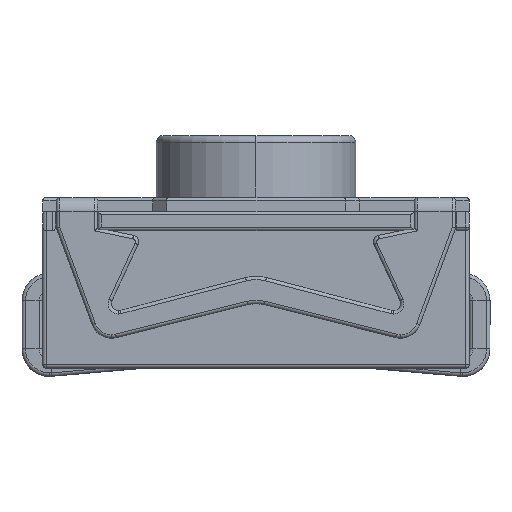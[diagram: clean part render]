
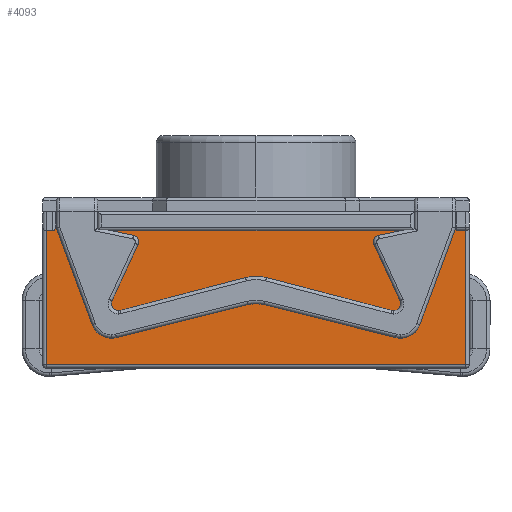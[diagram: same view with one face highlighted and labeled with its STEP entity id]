
A CAD part, front view. The second image highlights one B-rep face of the part: STEP entity #4093.
In plain terms, the highlighted planar face has unit normal (0, -1, 0).
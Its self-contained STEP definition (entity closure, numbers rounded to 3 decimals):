
#9 = EDGE_CURVE ( 'NONE', #9807, #6076, #10089, .T. ) ;
#264 = CARTESIAN_POINT ( 'NONE',  ( 3.05, -2.9, 0.15 ) ) ;
#336 = EDGE_CURVE ( 'NONE', #1700, #9834, #1061, .T. ) ;
#431 = DIRECTION ( 'NONE',  ( -1., 0., 0. ) ) ;
#450 = CARTESIAN_POINT ( 'NONE',  ( 2.91, -2.9, 2.38 ) ) ;
#940 = ORIENTED_EDGE ( 'NONE', *, *, #9949, .T. ) ;
#990 = CARTESIAN_POINT ( 'NONE',  ( -2.3, -2.9, 2.38 ) ) ;
#1061 = LINE ( 'NONE', #9430, #2741 ) ;
#1292 = AXIS2_PLACEMENT_3D ( 'NONE', #3017, #6188, #431 ) ;
#1312 = ORIENTED_EDGE ( 'NONE', *, *, #9, .F. ) ;
#1651 = VERTEX_POINT ( 'NONE', #7195 ) ;
#1700 = VERTEX_POINT ( 'NONE', #8271 ) ;
#1769 = ORIENTED_EDGE ( 'NONE', *, *, #9368, .T. ) ;
#1795 = EDGE_LOOP ( 'NONE', ( #3146, #7849, #1769, #5451, #9845, #7047, #5467, #9026, #8467, #4592, #1312, #940, #9667 ) ) ;
#1940 = EDGE_CURVE ( 'NONE', #10614, #1700, #7904, .T. ) ;
#2077 = CARTESIAN_POINT ( 'NONE',  ( 3.05, -2.9, 0.1 ) ) ;
#2107 = EDGE_CURVE ( 'NONE', #9558, #5041, #7137, .T. ) ;
#2109 = LINE ( 'NONE', #2755, #9176 ) ;
#2245 = CARTESIAN_POINT ( 'NONE',  ( 3.1, -2.9, 0.15 ) ) ;
#2265 = VERTEX_POINT ( 'NONE', #6774 ) ;
#2465 = VECTOR ( 'NONE', #8924, 1000. ) ;
#2503 = LINE ( 'NONE', #990, #10631 ) ;
#2741 = VECTOR ( 'NONE', #7824, 1000. ) ;
#2755 = CARTESIAN_POINT ( 'NONE',  ( -3.05, -2.9, 0.1 ) ) ;
#2823 = CARTESIAN_POINT ( 'NONE',  ( 3.1, -2.9, 0.1 ) ) ;
#2914 = EDGE_CURVE ( 'NONE', #5041, #8997, #8012, .T. ) ;
#2919 = CARTESIAN_POINT ( 'NONE',  ( -3.05, -2.9, 2.1 ) ) ;
#2984 = VECTOR ( 'NONE', #10654, 1000. ) ;
#3017 = CARTESIAN_POINT ( 'NONE',  ( -2.96, -2.9, 2.15 ) ) ;
#3146 = ORIENTED_EDGE ( 'NONE', *, *, #336, .T. ) ;
#3207 = LINE ( 'NONE', #450, #10160 ) ;
#3266 = CARTESIAN_POINT ( 'NONE',  ( 2.3, -2.9, 2.38 ) ) ;
#3475 = EDGE_CURVE ( 'NONE', #9751, #3802, #6836, .T. ) ;
#3602 = DIRECTION ( 'NONE',  ( 0., 0., -1. ) ) ;
#3702 = CARTESIAN_POINT ( 'NONE',  ( -2.91, -2.9, 2.38 ) ) ;
#3802 = VERTEX_POINT ( 'NONE', #4192 ) ;
#3834 = EDGE_CURVE ( 'NONE', #6076, #8997, #2503, .T. ) ;
#4093 = ADVANCED_FACE ( 'NONE', ( #7604 ), #7827, .F. ) ;
#4117 = EDGE_CURVE ( 'NONE', #9834, #1651, #2109, .T. ) ;
#4192 = CARTESIAN_POINT ( 'NONE',  ( 3.05, -2.9, 2.1 ) ) ;
#4208 = CARTESIAN_POINT ( 'NONE',  ( -2.3, -2.9, 2.38 ) ) ;
#4488 = VECTOR ( 'NONE', #7913, 1000. ) ;
#4592 = ORIENTED_EDGE ( 'NONE', *, *, #3834, .F. ) ;
#4903 = VECTOR ( 'NONE', #5785, 1000. ) ;
#4986 = CARTESIAN_POINT ( 'NONE',  ( -2.91, -2.9, 2.15 ) ) ;
#5041 = VERTEX_POINT ( 'NONE', #5323 ) ;
#5045 = VECTOR ( 'NONE', #6186, 1000. ) ;
#5064 = DIRECTION ( 'NONE',  ( -1., 0., 0. ) ) ;
#5316 = EDGE_CURVE ( 'NONE', #10055, #2265, #9283, .T. ) ;
#5323 = CARTESIAN_POINT ( 'NONE',  ( 2.3, -2.9, 2.1 ) ) ;
#5451 = ORIENTED_EDGE ( 'NONE', *, *, #3475, .T. ) ;
#5467 = ORIENTED_EDGE ( 'NONE', *, *, #7692, .F. ) ;
#5502 = VECTOR ( 'NONE', #7915, 1000. ) ;
#5687 = CARTESIAN_POINT ( 'NONE',  ( 2.91, -2.9, 2.38 ) ) ;
#5785 = DIRECTION ( 'NONE',  ( 0., 0., -1. ) ) ;
#5828 = DIRECTION ( 'NONE',  ( 0., 0., -1. ) ) ;
#6076 = VERTEX_POINT ( 'NONE', #4208 ) ;
#6186 = DIRECTION ( 'NONE',  ( -1., 0., 0. ) ) ;
#6188 = DIRECTION ( 'NONE',  ( 0., 1., 0. ) ) ;
#6774 = CARTESIAN_POINT ( 'NONE',  ( 2.91, -2.9, 2.1 ) ) ;
#6836 = LINE ( 'NONE', #2077, #4488 ) ;
#6855 = CARTESIAN_POINT ( 'NONE',  ( 3.1, -2.9, 2.1 ) ) ;
#6856 = VECTOR ( 'NONE', #5064, 1000. ) ;
#6957 = CARTESIAN_POINT ( 'NONE',  ( -2.91, -2.9, 2.38 ) ) ;
#7036 = DIRECTION ( 'NONE',  ( 0., 1., 0. ) ) ;
#7047 = ORIENTED_EDGE ( 'NONE', *, *, #5316, .F. ) ;
#7137 = LINE ( 'NONE', #3266, #4903 ) ;
#7195 = CARTESIAN_POINT ( 'NONE',  ( -3.05, -2.9, 0.15 ) ) ;
#7572 = CARTESIAN_POINT ( 'NONE',  ( 2.3, -2.9, 2.38 ) ) ;
#7600 = CARTESIAN_POINT ( 'NONE',  ( 2.91, -2.9, 2.38 ) ) ;
#7604 = FACE_OUTER_BOUND ( 'NONE', #1795, .T. ) ;
#7606 = EDGE_CURVE ( 'NONE', #3802, #2265, #8048, .T. ) ;
#7687 = VECTOR ( 'NONE', #10669, 1000. ) ;
#7692 = EDGE_CURVE ( 'NONE', #9558, #10055, #3207, .T. ) ;
#7824 = DIRECTION ( 'NONE',  ( -1., 0., 0. ) ) ;
#7827 = PLANE ( 'NONE',  #10189 ) ;
#7849 = ORIENTED_EDGE ( 'NONE', *, *, #4117, .T. ) ;
#7904 = CIRCLE ( 'NONE', #1292, 0.05 ) ;
#7913 = DIRECTION ( 'NONE',  ( 0., 0., 1. ) ) ;
#7915 = DIRECTION ( 'NONE',  ( 1., 0., 0. ) ) ;
#8012 = LINE ( 'NONE', #8429, #6856 ) ;
#8048 = LINE ( 'NONE', #6855, #5045 ) ;
#8074 = LINE ( 'NONE', #2245, #2984 ) ;
#8271 = CARTESIAN_POINT ( 'NONE',  ( -2.96, -2.9, 2.1 ) ) ;
#8429 = CARTESIAN_POINT ( 'NONE',  ( 3.1, -2.9, 2.1 ) ) ;
#8467 = ORIENTED_EDGE ( 'NONE', *, *, #2914, .T. ) ;
#8719 = DIRECTION ( 'NONE',  ( 1., 0., 0. ) ) ;
#8924 = DIRECTION ( 'NONE',  ( 0., 0., -1. ) ) ;
#8997 = VERTEX_POINT ( 'NONE', #9232 ) ;
#9026 = ORIENTED_EDGE ( 'NONE', *, *, #2107, .T. ) ;
#9176 = VECTOR ( 'NONE', #3602, 1000. ) ;
#9232 = CARTESIAN_POINT ( 'NONE',  ( -2.3, -2.9, 2.1 ) ) ;
#9283 = LINE ( 'NONE', #5687, #2465 ) ;
#9368 = EDGE_CURVE ( 'NONE', #1651, #9751, #8074, .T. ) ;
#9430 = CARTESIAN_POINT ( 'NONE',  ( 3.1, -2.9, 2.1 ) ) ;
#9558 = VERTEX_POINT ( 'NONE', #7572 ) ;
#9667 = ORIENTED_EDGE ( 'NONE', *, *, #1940, .T. ) ;
#9751 = VERTEX_POINT ( 'NONE', #264 ) ;
#9807 = VERTEX_POINT ( 'NONE', #6957 ) ;
#9834 = VERTEX_POINT ( 'NONE', #2919 ) ;
#9845 = ORIENTED_EDGE ( 'NONE', *, *, #7606, .T. ) ;
#9941 = LINE ( 'NONE', #10636, #7687 ) ;
#9949 = EDGE_CURVE ( 'NONE', #9807, #10614, #9941, .T. ) ;
#10055 = VERTEX_POINT ( 'NONE', #7600 ) ;
#10089 = LINE ( 'NONE', #3702, #5502 ) ;
#10160 = VECTOR ( 'NONE', #8719, 1000. ) ;
#10189 = AXIS2_PLACEMENT_3D ( 'NONE', #2823, #7036, #10288 ) ;
#10288 = DIRECTION ( 'NONE',  ( -1., 0., 0. ) ) ;
#10614 = VERTEX_POINT ( 'NONE', #4986 ) ;
#10631 = VECTOR ( 'NONE', #5828, 1000. ) ;
#10636 = CARTESIAN_POINT ( 'NONE',  ( -2.91, -2.9, 2.38 ) ) ;
#10654 = DIRECTION ( 'NONE',  ( 1., 0., 0. ) ) ;
#10669 = DIRECTION ( 'NONE',  ( 0., 0., -1. ) ) ;
